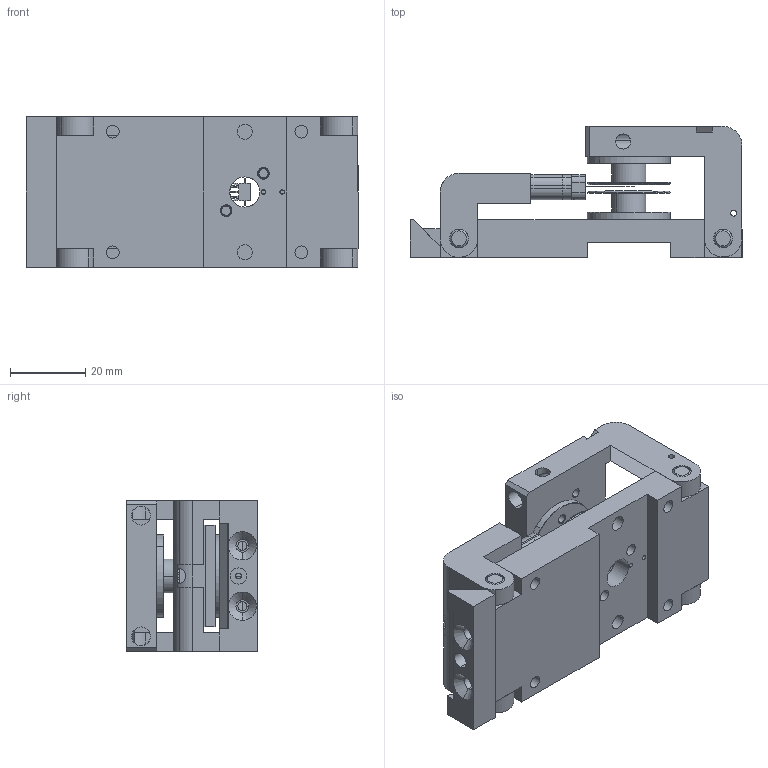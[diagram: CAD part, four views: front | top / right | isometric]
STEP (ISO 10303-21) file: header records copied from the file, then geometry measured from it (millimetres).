
FILE_DESCRIPTION (( 'STEP AP214' ), '1' );
FILE_NAME ('TO92UF.STEP', '2021-09-29T10:01:12', ( '' ), ( '' ), 'SwSTEP 2.0', 'SolidWorks 2019', '' );
FILE_SCHEMA (( 'AUTOMOTIVE_DESIGN' ));
Length unit declared in the file: millimetre
Products named in the file (2): TO92-UF; TO92UF
Assembly tree (1 placements, depth 2):
  TO92UF
    TO92-UF
Bounding box: 88 x 34.7 x 40 mm (x, y, z)
Surface area: 25265.1 mm2 (no closed solid volume)
Topology: 0 solids, 24 shells, 374 faces, 1545 edges, 1187 vertices
Faces by surface type: cylinder 201, plane 123, cone 42, torus 4, bspline 4
Entity records: 22052 total; most frequent: CARTESIAN_POINT 4889, DIRECTION 2826, ORIENTED_EDGE 2349, EDGE_CURVE 1545, VERTEX_POINT 1187, AXIS2_PLACEMENT_3D 993, LINE 840, VECTOR 840
